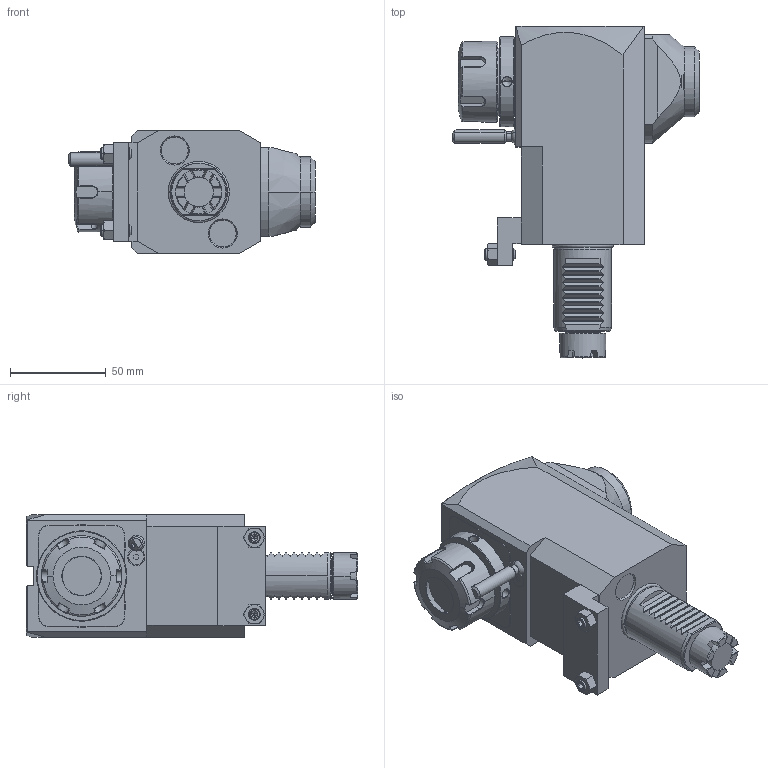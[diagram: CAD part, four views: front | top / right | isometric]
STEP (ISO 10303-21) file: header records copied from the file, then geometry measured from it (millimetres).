
FILE_DESCRIPTION((''),'2;1');
FILE_NAME('NGT1_30_241_25_3_3_85D','2023-01-26T',('vali'),('NOVA GRUP'),'PRO/ENGINEER BY PARAMETRIC TECHNOLOGY CORPORATION, 2010280','PRO/ENGINEER BY PARAMETRIC TECHNOLOGY CORPORATION, 2010280','');
FILE_SCHEMA(('CONFIG_CONTROL_DESIGN'));
Length unit declared in the file: millimetre
Products named in the file (1): NGT1_30_241_25_3_3_85D
Bounding box: 128.63 x 173 x 64 mm (x, y, z)
Volume: 600152.7 mm3; surface area: 57523.3 mm2
Topology: 1 solids, 1 shells, 493 faces, 1251 edges, 765 vertices
Faces by surface type: plane 231, cone 100, cylinder 88, bspline 56, torus 16, sphere 2
Entity records: 19813 total; most frequent: CARTESIAN_POINT 8838, ORIENTED_EDGE 2462, DIRECTION 1962, EDGE_CURVE 1231, VERTEX_POINT 765, AXIS2_PLACEMENT_3D 706, VECTOR 550, LINE 550
